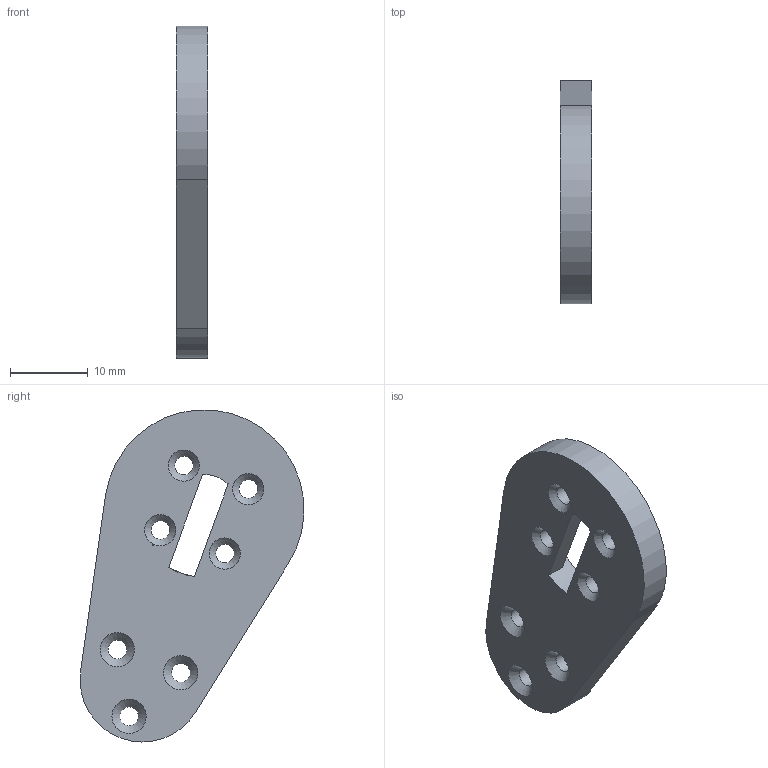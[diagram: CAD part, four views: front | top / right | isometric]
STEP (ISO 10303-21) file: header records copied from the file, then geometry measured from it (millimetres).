
FILE_DESCRIPTION(/* description */ (''),/* implementation_level */ '2;1');
FILE_NAME(/* name */ 'LegUnder_Joint2.step',/* time_stamp */ '2020-04-29T17:30:47+09:00',/* author */ (''),/* organization */ (''),/* preprocessor_version */ 'ST-DEVELOPER v18.1',/* originating_system */ 'Autodesk Translation Framework v9.2.0.1227',/* authorisation */ '');
FILE_SCHEMA (('AUTOMOTIVE_DESIGN { 1 0 10303 214 3 1 1 }'));
Length unit declared in the file: millimetre
Products named in the file (1): LegUnder_Joint2
Bounding box: 4 x 28.7 x 42.57 mm (x, y, z)
Volume: 2806.8 mm3; surface area: 2307.7 mm2
Topology: 1 solids, 1 shells, 29 faces, 79 edges, 52 vertices
Faces by surface type: cylinder 14, plane 8, cone 7
Full cylindrical faces by diameter (mm): 2.4 x7, 17.4 x1
Entity records: 1015 total; most frequent: DIRECTION 181, CARTESIAN_POINT 161, ORIENTED_EDGE 158, EDGE_CURVE 79, AXIS2_PLACEMENT_3D 72, VERTEX_POINT 52, EDGE_LOOP 47, CIRCLE 42
